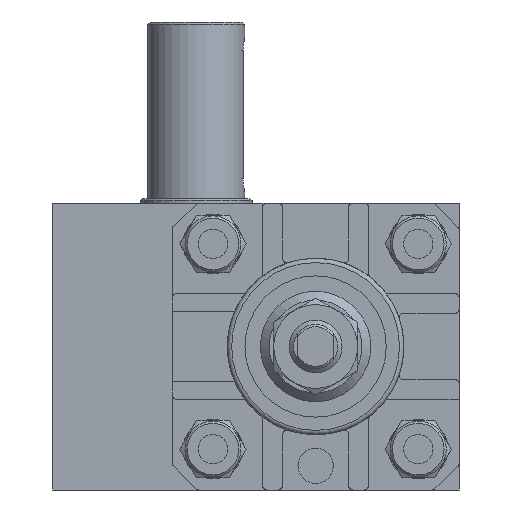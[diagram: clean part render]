
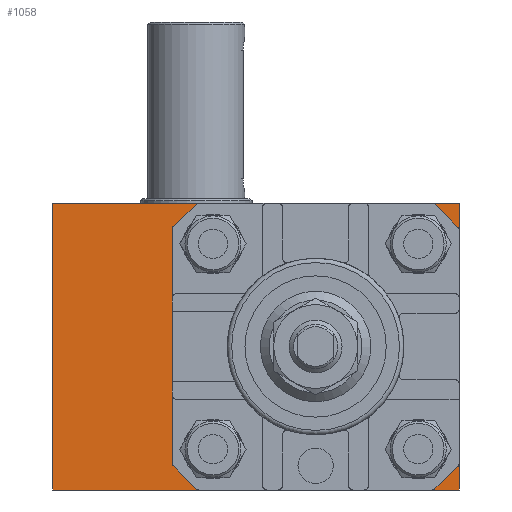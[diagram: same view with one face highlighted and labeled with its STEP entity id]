
A CAD part, left-side view. The second image highlights one B-rep face of the part: STEP entity #1058.
In plain terms, the highlighted planar face has unit normal (-1, 0, 0).
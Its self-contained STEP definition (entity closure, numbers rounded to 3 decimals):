
#1058 = ADVANCED_FACE( '', ( #2123 ), #2124, .F. );
#2123 = FACE_OUTER_BOUND( '', #3186, .T. );
#2124 = PLANE( '', #3187 );
#3186 = EDGE_LOOP( '', ( #5568, #5569, #5570, #5571 ) );
#3187 = AXIS2_PLACEMENT_3D( '', #5572, #5573, #5574 );
#5568 = ORIENTED_EDGE( '', *, *, #6565, .T. );
#5569 = ORIENTED_EDGE( '', *, *, #6599, .F. );
#5570 = ORIENTED_EDGE( '', *, *, #6735, .F. );
#5571 = ORIENTED_EDGE( '', *, *, #6377, .T. );
#5572 = CARTESIAN_POINT( '', ( -32.5, 92., 32.5 ) );
#5573 = DIRECTION( '', ( 1., 0., 0. ) );
#5574 = DIRECTION( '', ( 0., 0., -1. ) );
#6377 = EDGE_CURVE( '', #7679, #7677, #7680, .T. );
#6565 = EDGE_CURVE( '', #7677, #7962, #7964, .T. );
#6599 = EDGE_CURVE( '', #8006, #7962, #8008, .T. );
#6735 = EDGE_CURVE( '', #7679, #8006, #8183, .T. );
#7677 = VERTEX_POINT( '', #9647 );
#7679 = VERTEX_POINT( '', #9650 );
#7680 = LINE( '', #9651, #9652 );
#7962 = VERTEX_POINT( '', #10041 );
#7964 = LINE( '', #10044, #10045 );
#8006 = VERTEX_POINT( '', #10109 );
#8008 = LINE( '', #10112, #10113 );
#8183 = LINE( '', #10357, #10358 );
#9647 = CARTESIAN_POINT( '', ( -32.5, 92., -32.5 ) );
#9650 = CARTESIAN_POINT( '', ( -32.5, 92., 32.5 ) );
#9651 = CARTESIAN_POINT( '', ( -32.5, 92., 32.5 ) );
#9652 = VECTOR( '', #11285, 1000. );
#10041 = CARTESIAN_POINT( '', ( -32.5, 0., -32.5 ) );
#10044 = CARTESIAN_POINT( '', ( -32.5, 92., -32.5 ) );
#10045 = VECTOR( '', #11522, 1000. );
#10109 = CARTESIAN_POINT( '', ( -32.5, 0., 32.5 ) );
#10112 = CARTESIAN_POINT( '', ( -32.5, 0., 32.5 ) );
#10113 = VECTOR( '', #11555, 1000. );
#10357 = CARTESIAN_POINT( '', ( -32.5, 92., 32.5 ) );
#10358 = VECTOR( '', #11691, 1000. );
#11285 = DIRECTION( '', ( 0., 0., -1. ) );
#11522 = DIRECTION( '', ( 0., -1., 0. ) );
#11555 = DIRECTION( '', ( 0., 0., -1. ) );
#11691 = DIRECTION( '', ( 0., -1., 0. ) );
